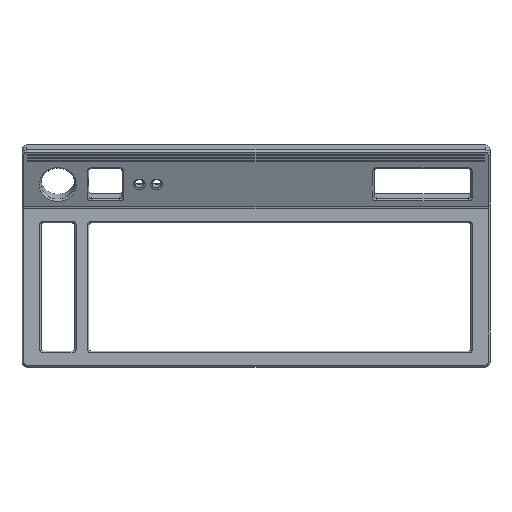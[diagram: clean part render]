
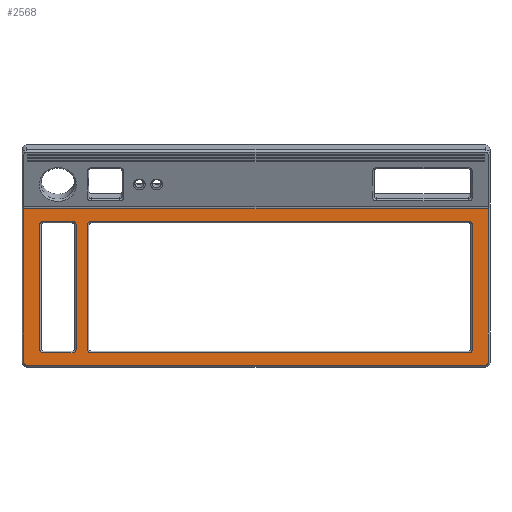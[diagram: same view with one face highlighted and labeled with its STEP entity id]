
A CAD part, top view. The second image highlights one B-rep face of the part: STEP entity #2568.
In plain terms, the highlighted planar face has unit normal (0, 0, 1).
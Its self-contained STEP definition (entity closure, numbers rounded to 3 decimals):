
#135=FACE_BOUND('',#525,.T.);
#136=FACE_BOUND('',#526,.T.);
#218=CIRCLE('',#2810,2.5);
#219=CIRCLE('',#2813,2.5);
#221=CIRCLE('',#2817,2.5);
#223=CIRCLE('',#2821,2.5);
#224=CIRCLE('',#2824,2.);
#225=CIRCLE('',#2825,2.);
#226=CIRCLE('',#2826,2.5);
#227=CIRCLE('',#2827,2.5);
#228=CIRCLE('',#2828,2.5);
#229=CIRCLE('',#2829,2.5);
#322=FACE_OUTER_BOUND('',#524,.T.);
#524=EDGE_LOOP('',(#1974,#1975,#1976,#1977,#1978,#1979));
#525=EDGE_LOOP('',(#1980,#1981,#1982,#1983,#1984,#1985,#1986,#1987));
#526=EDGE_LOOP('',(#1988,#1989,#1990,#1991,#1992,#1993,#1994,#1995));
#729=LINE('',#4177,#961);
#733=LINE('',#4186,#965);
#736=LINE('',#4197,#968);
#740=LINE('',#4208,#972);
#743=LINE('',#4217,#975);
#744=LINE('',#4219,#976);
#745=LINE('',#4221,#977);
#746=LINE('',#4225,#978);
#747=LINE('',#4229,#979);
#748=LINE('',#4233,#980);
#749=LINE('',#4237,#981);
#750=LINE('',#4241,#982);
#961=VECTOR('',#3326,10.);
#965=VECTOR('',#3336,10.);
#968=VECTOR('',#3347,10.);
#972=VECTOR('',#3359,10.);
#975=VECTOR('',#3370,10.);
#976=VECTOR('',#3371,280.59);
#977=VECTOR('',#3372,10.);
#978=VECTOR('',#3375,10.);
#979=VECTOR('',#3378,10.);
#980=VECTOR('',#3381,10.);
#981=VECTOR('',#3384,10.);
#982=VECTOR('',#3387,10.);
#1243=VERTEX_POINT('',#4174);
#1244=VERTEX_POINT('',#4176);
#1245=VERTEX_POINT('',#4180);
#1246=VERTEX_POINT('',#4184);
#1248=VERTEX_POINT('',#4189);
#1250=VERTEX_POINT('',#4195);
#1252=VERTEX_POINT('',#4201);
#1253=VERTEX_POINT('',#4206);
#1254=VERTEX_POINT('',#4215);
#1255=VERTEX_POINT('',#4216);
#1256=VERTEX_POINT('',#4218);
#1257=VERTEX_POINT('',#4220);
#1258=VERTEX_POINT('',#4222);
#1259=VERTEX_POINT('',#4224);
#1260=VERTEX_POINT('',#4227);
#1261=VERTEX_POINT('',#4228);
#1262=VERTEX_POINT('',#4230);
#1263=VERTEX_POINT('',#4232);
#1264=VERTEX_POINT('',#4234);
#1265=VERTEX_POINT('',#4236);
#1266=VERTEX_POINT('',#4238);
#1267=VERTEX_POINT('',#4240);
#1501=EDGE_CURVE('',#1243,#1244,#729,.T.);
#1504=EDGE_CURVE('',#1245,#1243,#218,.T.);
#1506=EDGE_CURVE('',#1246,#1245,#733,.T.);
#1508=EDGE_CURVE('',#1248,#1246,#219,.T.);
#1511=EDGE_CURVE('',#1250,#1248,#736,.T.);
#1514=EDGE_CURVE('',#1252,#1250,#221,.T.);
#1517=EDGE_CURVE('',#1253,#1252,#740,.T.);
#1519=EDGE_CURVE('',#1244,#1253,#223,.T.);
#1521=EDGE_CURVE('',#1254,#1255,#743,.T.);
#1522=EDGE_CURVE('',#1254,#1256,#744,.T.);
#1523=EDGE_CURVE('',#1257,#1256,#745,.T.);
#1524=EDGE_CURVE('',#1258,#1257,#224,.T.);
#1525=EDGE_CURVE('',#1259,#1258,#746,.T.);
#1526=EDGE_CURVE('',#1255,#1259,#225,.T.);
#1527=EDGE_CURVE('',#1260,#1261,#747,.T.);
#1528=EDGE_CURVE('',#1262,#1260,#226,.T.);
#1529=EDGE_CURVE('',#1263,#1262,#748,.T.);
#1530=EDGE_CURVE('',#1264,#1263,#227,.T.);
#1531=EDGE_CURVE('',#1265,#1264,#749,.T.);
#1532=EDGE_CURVE('',#1266,#1265,#228,.T.);
#1533=EDGE_CURVE('',#1267,#1266,#750,.T.);
#1534=EDGE_CURVE('',#1261,#1267,#229,.T.);
#1974=ORIENTED_EDGE('',*,*,#1521,.F.);
#1975=ORIENTED_EDGE('',*,*,#1522,.T.);
#1976=ORIENTED_EDGE('',*,*,#1523,.F.);
#1977=ORIENTED_EDGE('',*,*,#1524,.F.);
#1978=ORIENTED_EDGE('',*,*,#1525,.F.);
#1979=ORIENTED_EDGE('',*,*,#1526,.F.);
#1980=ORIENTED_EDGE('',*,*,#1527,.F.);
#1981=ORIENTED_EDGE('',*,*,#1528,.F.);
#1982=ORIENTED_EDGE('',*,*,#1529,.F.);
#1983=ORIENTED_EDGE('',*,*,#1530,.F.);
#1984=ORIENTED_EDGE('',*,*,#1531,.F.);
#1985=ORIENTED_EDGE('',*,*,#1532,.F.);
#1986=ORIENTED_EDGE('',*,*,#1533,.F.);
#1987=ORIENTED_EDGE('',*,*,#1534,.F.);
#1988=ORIENTED_EDGE('',*,*,#1501,.F.);
#1989=ORIENTED_EDGE('',*,*,#1504,.F.);
#1990=ORIENTED_EDGE('',*,*,#1506,.F.);
#1991=ORIENTED_EDGE('',*,*,#1508,.F.);
#1992=ORIENTED_EDGE('',*,*,#1511,.F.);
#1993=ORIENTED_EDGE('',*,*,#1514,.F.);
#1994=ORIENTED_EDGE('',*,*,#1517,.F.);
#1995=ORIENTED_EDGE('',*,*,#1519,.F.);
#2458=PLANE('',#2823);
#2568=ADVANCED_FACE('',(#322,#135,#136),#2458,.T.);
#2810=AXIS2_PLACEMENT_3D('',#4182,#3331,#3332);
#2813=AXIS2_PLACEMENT_3D('',#4191,#3340,#3341);
#2817=AXIS2_PLACEMENT_3D('',#4203,#3352,#3353);
#2821=AXIS2_PLACEMENT_3D('',#4211,#3363,#3364);
#2823=AXIS2_PLACEMENT_3D('',#4214,#3368,#3369);
#2824=AXIS2_PLACEMENT_3D('',#4223,#3373,#3374);
#2825=AXIS2_PLACEMENT_3D('',#4226,#3376,#3377);
#2826=AXIS2_PLACEMENT_3D('',#4231,#3379,#3380);
#2827=AXIS2_PLACEMENT_3D('',#4235,#3382,#3383);
#2828=AXIS2_PLACEMENT_3D('',#4239,#3385,#3386);
#2829=AXIS2_PLACEMENT_3D('',#4242,#3388,#3389);
#3326=DIRECTION('',(-1.,0.,0.));
#3331=DIRECTION('center_axis',(0.,0.,1.));
#3332=DIRECTION('ref_axis',(1.,0.,0.));
#3336=DIRECTION('',(0.,1.,0.));
#3340=DIRECTION('center_axis',(0.,0.,1.));
#3341=DIRECTION('ref_axis',(0.,-1.,0.));
#3347=DIRECTION('',(1.,0.,0.));
#3352=DIRECTION('center_axis',(0.,0.,1.));
#3353=DIRECTION('ref_axis',(-1.,0.,0.));
#3359=DIRECTION('',(0.,-1.,0.));
#3363=DIRECTION('center_axis',(0.,0.,1.));
#3364=DIRECTION('ref_axis',(0.,1.,0.));
#3368=DIRECTION('center_axis',(0.,0.,1.));
#3369=DIRECTION('ref_axis',(0.,-1.,0.));
#3370=DIRECTION('',(0.,-1.,0.));
#3371=DIRECTION('',(-1.,0.,0.));
#3372=DIRECTION('',(0.,1.,0.));
#3373=DIRECTION('center_axis',(0.,0.,-1.));
#3374=DIRECTION('ref_axis',(-0.707,-0.707,0.));
#3375=DIRECTION('',(-1.,0.,0.));
#3376=DIRECTION('center_axis',(0.,0.,-1.));
#3377=DIRECTION('ref_axis',(0.707,-0.707,0.));
#3378=DIRECTION('',(-1.,0.,0.));
#3379=DIRECTION('center_axis',(0.,0.,1.));
#3380=DIRECTION('ref_axis',(1.,0.,0.));
#3381=DIRECTION('',(0.,1.,0.));
#3382=DIRECTION('center_axis',(0.,0.,1.));
#3383=DIRECTION('ref_axis',(0.,-1.,0.));
#3384=DIRECTION('',(1.,0.,0.));
#3385=DIRECTION('center_axis',(0.,0.,1.));
#3386=DIRECTION('ref_axis',(-1.,0.,0.));
#3387=DIRECTION('',(0.,-1.,0.));
#3388=DIRECTION('center_axis',(0.,0.,1.));
#3389=DIRECTION('ref_axis',(0.,1.,0.));
#4174=CARTESIAN_POINT('',(261.259,-109.034,24.06));
#4176=CARTESIAN_POINT('',(34.709,-109.034,24.06));
#4177=CARTESIAN_POINT('',(84.195,-109.034,24.06));
#4180=CARTESIAN_POINT('',(263.759,-111.534,24.06));
#4182=CARTESIAN_POINT('Origin',(261.259,-111.534,24.06));
#4184=CARTESIAN_POINT('',(263.759,-185.684,24.06));
#4186=CARTESIAN_POINT('',(263.759,-130.03,24.06));
#4189=CARTESIAN_POINT('',(261.259,-188.184,24.06));
#4191=CARTESIAN_POINT('Origin',(261.259,-185.684,24.06));
#4195=CARTESIAN_POINT('',(34.709,-188.184,24.06));
#4197=CARTESIAN_POINT('',(197.47,-188.184,24.06));
#4201=CARTESIAN_POINT('',(32.209,-185.684,24.06));
#4203=CARTESIAN_POINT('Origin',(34.709,-185.684,24.06));
#4206=CARTESIAN_POINT('',(32.209,-111.534,24.06));
#4208=CARTESIAN_POINT('',(32.209,-167.105,24.06));
#4211=CARTESIAN_POINT('Origin',(34.709,-111.534,24.06));
#4214=CARTESIAN_POINT('Origin',(133.681,-148.527,24.06));
#4215=CARTESIAN_POINT('',(273.269,-101.59,24.06));
#4216=CARTESIAN_POINT('',(273.269,-193.627,24.06));
#4217=CARTESIAN_POINT('',(273.269,-170.077,24.06));
#4218=CARTESIAN_POINT('',(-5.906,-101.59,24.06));
#4219=CARTESIAN_POINT('',(273.976,-101.59,24.06));
#4220=CARTESIAN_POINT('',(-5.906,-193.627,24.06));
#4221=CARTESIAN_POINT('',(-5.906,-126.977,24.06));
#4222=CARTESIAN_POINT('',(-3.906,-195.627,24.06));
#4223=CARTESIAN_POINT('Origin',(-3.906,-193.627,24.06));
#4224=CARTESIAN_POINT('',(271.269,-195.627,24.06));
#4225=CARTESIAN_POINT('',(66.888,-195.627,24.06));
#4226=CARTESIAN_POINT('Origin',(271.269,-193.627,24.06));
#4227=CARTESIAN_POINT('',(23.134,-109.034,24.06));
#4228=CARTESIAN_POINT('',(6.134,-109.034,24.06));
#4229=CARTESIAN_POINT('',(69.908,-109.034,24.06));
#4230=CARTESIAN_POINT('',(25.634,-111.534,24.06));
#4231=CARTESIAN_POINT('Origin',(23.134,-111.534,24.06));
#4232=CARTESIAN_POINT('',(25.634,-185.684,24.06));
#4233=CARTESIAN_POINT('',(25.634,-130.03,24.06));
#4234=CARTESIAN_POINT('',(23.134,-188.184,24.06));
#4235=CARTESIAN_POINT('Origin',(23.134,-185.684,24.06));
#4236=CARTESIAN_POINT('',(6.134,-188.184,24.06));
#4237=CARTESIAN_POINT('',(78.408,-188.184,24.06));
#4238=CARTESIAN_POINT('',(3.634,-185.684,24.06));
#4239=CARTESIAN_POINT('Origin',(6.134,-185.684,24.06));
#4240=CARTESIAN_POINT('',(3.634,-111.534,24.06));
#4241=CARTESIAN_POINT('',(3.634,-167.105,24.06));
#4242=CARTESIAN_POINT('Origin',(6.134,-111.534,24.06));
